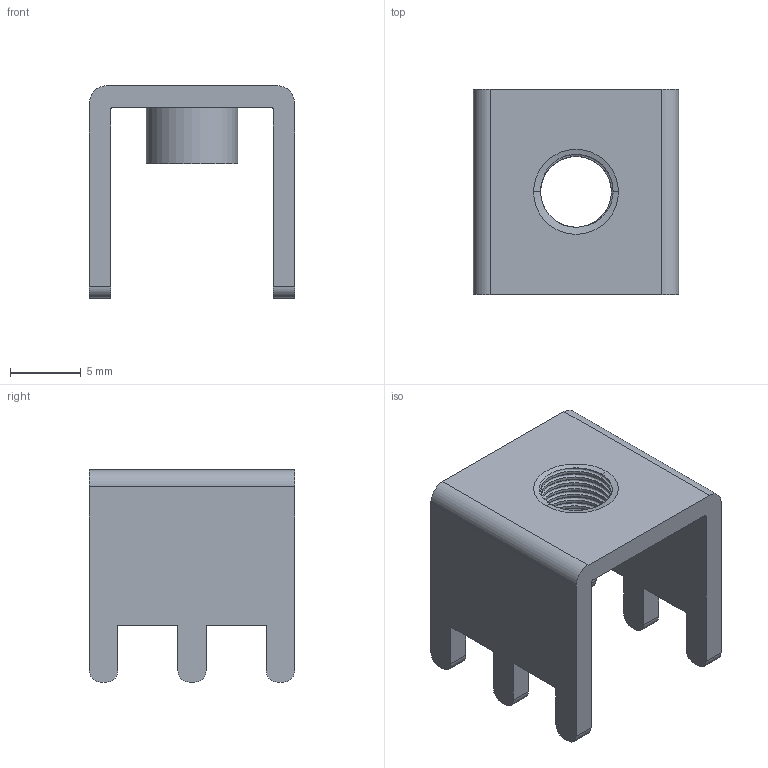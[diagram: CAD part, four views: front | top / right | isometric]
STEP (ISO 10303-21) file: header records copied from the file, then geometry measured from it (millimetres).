
FILE_DESCRIPTION (( 'STEP AP214' ), '1' );
FILE_NAME ('TH_6P-TT56145145-1500.STEP', '2022-02-27T12:34:42', ( '' ), ( '' ), 'SwSTEP 2.0', 'SolidWorks 2020', '' );
FILE_SCHEMA (( 'AUTOMOTIVE_DESIGN' ));
Length unit declared in the file: millimetre
Products named in the file (1): TH_6P-TT56145145-1500
Bounding box: 14.5 x 14.5 x 15 mm (x, y, z)
Volume: 807.5 mm3; surface area: 1412.4 mm2
Topology: 1 solids, 1 shells, 131 faces, 362 edges, 241 vertices
Faces by surface type: plane 72, cylinder 41, bspline 16, cone 2
Entity records: 8921 total; most frequent: CARTESIAN_POINT 4298, ORIENTED_EDGE 724, DIRECTION 558, EDGE_CURVE 362, VECTOR 242, LINE 242, VERTEX_POINT 241, AXIS2_PLACEMENT_3D 158
